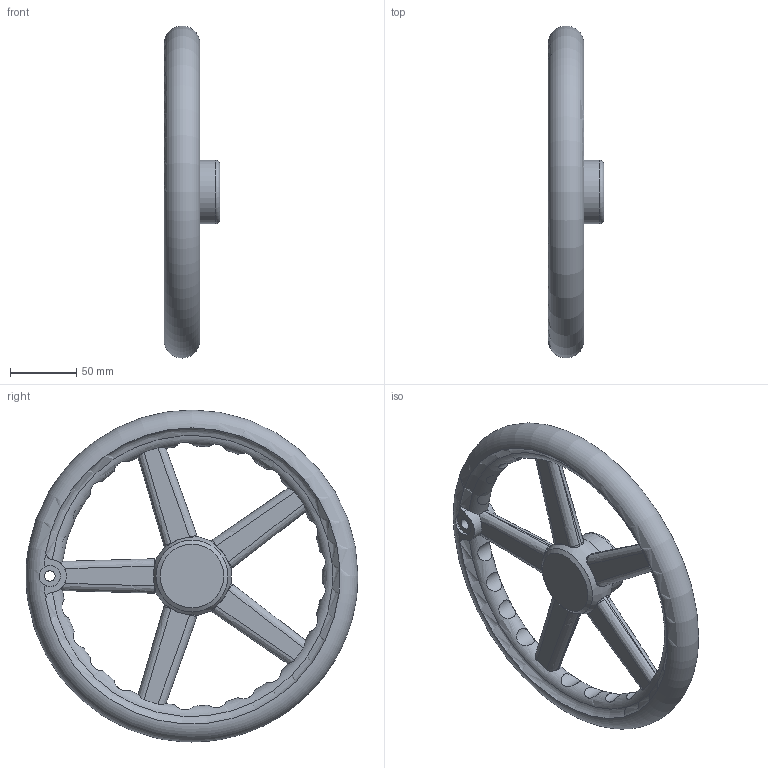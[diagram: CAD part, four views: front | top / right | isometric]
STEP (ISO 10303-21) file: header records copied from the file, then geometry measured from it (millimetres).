
FILE_DESCRIPTION(/* description */ (''),/* implementation_level */ '2;1');
FILE_NAME(/* name */ 'S_250_N.dxf',/* time_stamp */ '2012-11-23T17:56:21+08:00',/* author */ (''),/* organization */ (''),/* preprocessor_version */ 'ST-DEVELOPER v9',/* originating_system */ 'UGS - NX 4.0',/* authorisation */ '');
FILE_SCHEMA (('CONFIG_CONTROL_DESIGN'));
Length unit declared in the file: millimetre
Products named in the file (1): AdmiE264xptc
Bounding box: 42 x 249.93 x 249.97 mm (x, y, z)
Volume: 538331.4 mm3; surface area: 90787.6 mm2
Topology: 1 solids, 3 shells, 112 faces, 285 edges, 195 vertices
Faces by surface type: cylinder 37, bspline 31, plane 21, cone 16, torus 7
Full cylindrical faces by diameter (mm): 8 x1, 16 x1, 48 x1
Entity records: 4564 total; most frequent: CARTESIAN_POINT 2284, ORIENTED_EDGE 540, DIRECTION 282, EDGE_CURVE 270, B_SPLINE_CURVE_WITH_KNOTS 198, VERTEX_POINT 189, EDGE_LOOP 149, AXIS2_PLACEMENT_3D 130
